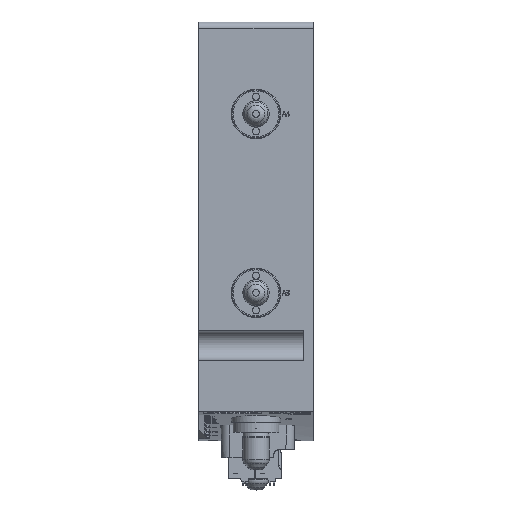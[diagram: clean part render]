
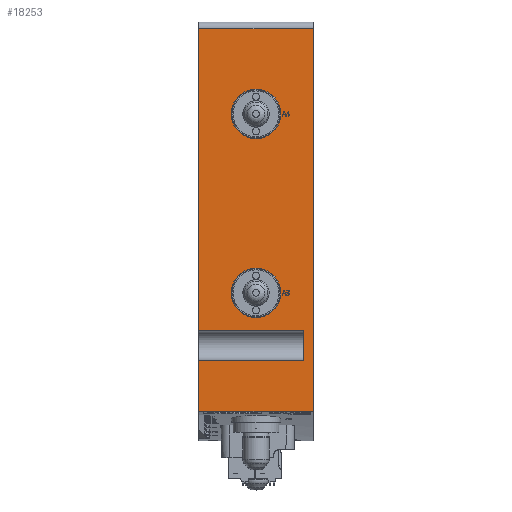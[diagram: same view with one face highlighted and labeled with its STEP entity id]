
A CAD part, top view. The second image highlights one B-rep face of the part: STEP entity #18253.
In plain terms, the highlighted planar face has unit normal (0, 0, 1).
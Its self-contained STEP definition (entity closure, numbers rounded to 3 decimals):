
#15908=FACE_BOUND('',#23713,.T.);
#15909=FACE_BOUND('',#23714,.T.);
#15910=FACE_BOUND('',#23715,.T.);
#16620=CIRCLE('',#55739,7.55);
#16622=CIRCLE('',#55742,7.55);
#18253=ADVANCED_FACE('130',(#15908,#15909,#15910),#20077,.F.);
#20077=PLANE('',#55833);
#23713=EDGE_LOOP('',(#39309));
#23714=EDGE_LOOP('',(#39310));
#23715=EDGE_LOOP('',(#39311,#39312,#39313,#39314,#39315,#39316,#39317,#39318));
#27658=LINE('',#74910,#31795);
#27661=LINE('',#74921,#31798);
#27663=LINE('',#74925,#31800);
#27682=LINE('',#74973,#31819);
#27684=LINE('',#74982,#31821);
#27685=LINE('',#74984,#31822);
#27686=LINE('',#74985,#31823);
#27687=LINE('',#74987,#31824);
#31795=VECTOR('',#63194,1.);
#31798=VECTOR('',#63199,1.);
#31800=VECTOR('',#63203,1.);
#31819=VECTOR('',#63244,1.);
#31821=VECTOR('',#63252,1.);
#31822=VECTOR('',#63253,1.);
#31823=VECTOR('',#63254,1.);
#31824=VECTOR('',#63255,1.);
#39309=ORIENTED_EDGE('',*,*,#51120,.T.);
#39310=ORIENTED_EDGE('',*,*,#51122,.T.);
#39311=ORIENTED_EDGE('',*,*,#51290,.F.);
#39312=ORIENTED_EDGE('',*,*,#51286,.F.);
#39313=ORIENTED_EDGE('',*,*,#51291,.F.);
#39314=ORIENTED_EDGE('',*,*,#51258,.F.);
#39315=ORIENTED_EDGE('',*,*,#51264,.T.);
#39316=ORIENTED_EDGE('',*,*,#51262,.T.);
#39317=ORIENTED_EDGE('',*,*,#51292,.F.);
#39318=ORIENTED_EDGE('',*,*,#51293,.T.);
#46241=VERTEX_POINT('',#74609);
#46243=VERTEX_POINT('',#74614);
#46349=VERTEX_POINT('',#74909);
#46350=VERTEX_POINT('',#74911);
#46352=VERTEX_POINT('',#74920);
#46353=VERTEX_POINT('',#74922);
#46372=VERTEX_POINT('',#74974);
#46373=VERTEX_POINT('',#74975);
#46376=VERTEX_POINT('',#74983);
#46377=VERTEX_POINT('',#74986);
#51120=EDGE_CURVE('',#46241,#46241,#16620,.T.);
#51122=EDGE_CURVE('',#46243,#46243,#16622,.T.);
#51258=EDGE_CURVE('',#46349,#46350,#27658,.T.);
#51262=EDGE_CURVE('',#46353,#46352,#27661,.T.);
#51264=EDGE_CURVE('',#46349,#46353,#27663,.T.);
#51286=EDGE_CURVE('',#46372,#46373,#27682,.T.);
#51290=EDGE_CURVE('',#46373,#46376,#27684,.T.);
#51291=EDGE_CURVE('',#46350,#46372,#27685,.T.);
#51292=EDGE_CURVE('',#46377,#46352,#27686,.T.);
#51293=EDGE_CURVE('',#46377,#46376,#27687,.T.);
#55739=AXIS2_PLACEMENT_3D('',#74608,#62951,#62952);
#55742=AXIS2_PLACEMENT_3D('',#74613,#62957,#62958);
#55833=AXIS2_PLACEMENT_3D('',#74988,#63256,#63257);
#62951=DIRECTION('',(0.,0.,-1.));
#62952=DIRECTION('',(0.,1.,0.));
#62957=DIRECTION('',(0.,0.,-1.));
#62958=DIRECTION('',(0.,1.,0.));
#63194=DIRECTION('',(-1.,0.,0.));
#63199=DIRECTION('',(-1.,0.,0.));
#63203=DIRECTION('',(0.,-1.,0.));
#63244=DIRECTION('',(1.,0.,0.));
#63252=DIRECTION('',(0.,-1.,0.));
#63253=DIRECTION('',(0.,1.,0.));
#63254=DIRECTION('',(0.,1.,0.));
#63255=DIRECTION('',(1.,0.,0.));
#63256=DIRECTION('',(0.,0.,-1.));
#63257=DIRECTION('',(0.,1.,0.));
#74608=CARTESIAN_POINT('',(17.5,99.3,147.));
#74609=CARTESIAN_POINT('',(17.5,106.85,147.));
#74613=CARTESIAN_POINT('',(17.5,44.8,147.));
#74614=CARTESIAN_POINT('',(17.5,52.35,147.));
#74909=CARTESIAN_POINT('',(32.,33.379,147.));
#74910=CARTESIAN_POINT('',(35.,33.379,147.));
#74911=CARTESIAN_POINT('',(0.,33.379,147.));
#74920=CARTESIAN_POINT('',(0.,24.221,147.));
#74921=CARTESIAN_POINT('',(316.8,24.221,147.));
#74922=CARTESIAN_POINT('',(32.,24.221,147.));
#74925=CARTESIAN_POINT('',(32.,119.3,147.));
#74973=CARTESIAN_POINT('',(-311.5,125.3,147.));
#74974=CARTESIAN_POINT('',(0.,125.3,147.));
#74975=CARTESIAN_POINT('',(35.,125.3,147.));
#74982=CARTESIAN_POINT('',(35.,119.3,147.));
#74983=CARTESIAN_POINT('',(35.,8.75,147.));
#74984=CARTESIAN_POINT('',(0.,119.3,147.));
#74985=CARTESIAN_POINT('',(0.,1000.,147.));
#74986=CARTESIAN_POINT('',(0.,8.75,147.));
#74987=CARTESIAN_POINT('',(0.,8.75,147.));
#74988=CARTESIAN_POINT('',(35.,119.3,147.));
